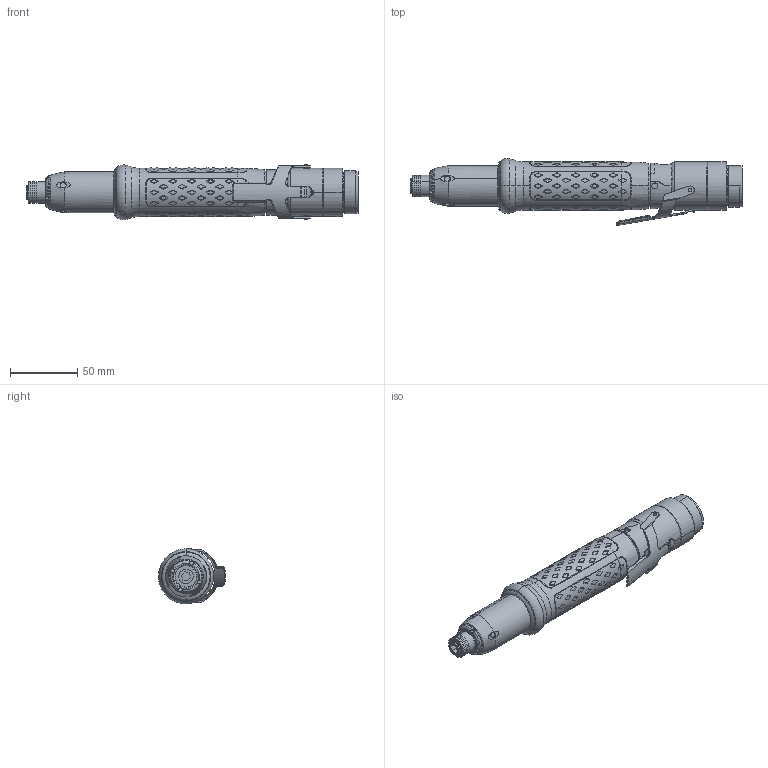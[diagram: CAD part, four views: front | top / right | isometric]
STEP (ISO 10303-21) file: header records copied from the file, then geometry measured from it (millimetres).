
FILE_DESCRIPTION((''),'2;1');
FILE_NAME('EXT_COMP_SW0006','2024-10-04T08:29:39',('INEdipo'),(''),'CREO PARAMETRIC BY PTC INC, 2022414','CREO PARAMETRIC BY PTC INC, 2022414','');
FILE_SCHEMA(('CONFIG_CONTROL_DESIGN'));
Length unit declared in the file: inch
Products named in the file (1): EXT_COMP_SW0006
Bounding box: 247.57 x 49.94 x 41.6 mm (x, y, z)
Volume: 202497.4 mm3; surface area: 47472.5 mm2
Topology: 1 solids, 1 shells, 1432 faces, 3769 edges, 2457 vertices
Faces by surface type: bspline 923, cylinder 276, plane 146, torus 55, cone 30, extrusion 2
Entity records: 101841 total; most frequent: CARTESIAN_POINT 72690, ORIENTED_EDGE 7534, EDGE_CURVE 3767, DIRECTION 3291, VERTEX_POINT 2457, B_SPLINE_CURVE_WITH_KNOTS 1984, EDGE_LOOP 1598, FACE_OUTER_BOUND 1432
